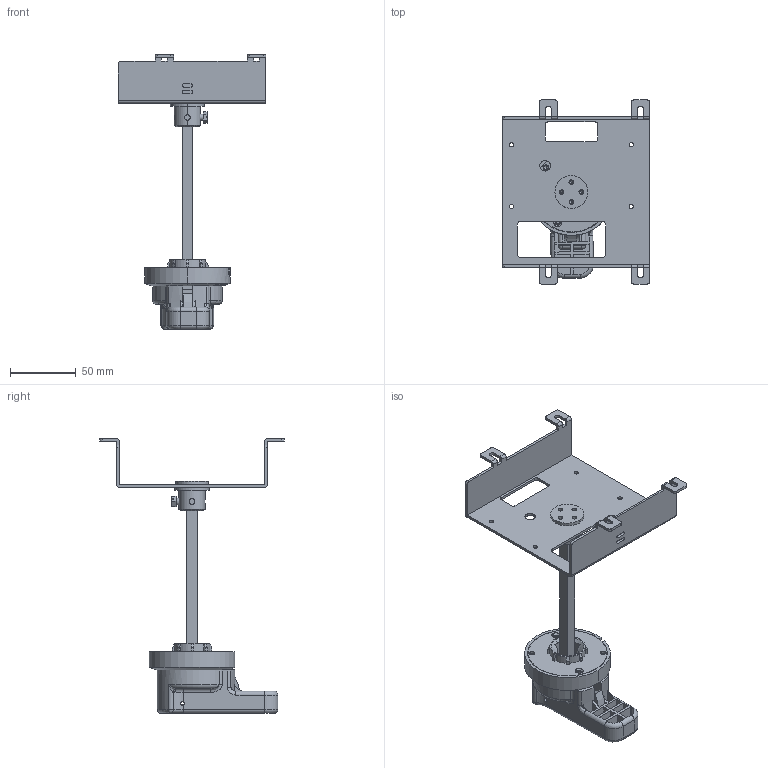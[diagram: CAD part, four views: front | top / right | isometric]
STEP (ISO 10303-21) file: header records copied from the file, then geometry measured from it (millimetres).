
FILE_DESCRIPTION((''),'2;1');
FILE_NAME('ASM0255_ASM','2021-07-09T10:21:17',('zhxmin'),(''),'CREO PARAMETRIC BY PTC INC, 2018020','CREO PARAMETRIC BY PTC INC, 2018020','');
FILE_SCHEMA(('CONFIG_CONTROL_DESIGN','SHAPE_APPEARANCE_LAYERS_GROUPS'));
Length unit declared in the file: metre
Products named in the file (12): PRT0027-351; PRT0027-958; PRT0034; PRT0035; 3WL8_024_950; ____1_1_2_3; 2WF8_253_304_1_2_3; 3WF8_140_304_1_2_3; 3WF5_060_500G_1_2_3; 3WF8_024_309_1_2_3; NM8-250_4P_ASM; ASM0255_ASM
Assembly tree (11 placements, depth 3):
  ASM0255_ASM
    NM8-250_4P_ASM
      PRT0027-351
      PRT0027-958
      PRT0034
      PRT0035
      3WL8_024_950
      ____1_1_2_3
      2WF8_253_304_1_2_3
      3WF8_140_304_1_2_3
      3WF5_060_500G_1_2_3
      3WF8_024_309_1_2_3
Bounding box: 112 x 140 x 208.8 mm (x, y, z)
Volume: 121736 mm3; surface area: 103878.9 mm2
Topology: 10 solids, 10 shells, 1003 faces, 2857 edges, 1884 vertices
Faces by surface type: plane 575, cylinder 284, bspline 67, cone 57, torus 15, sphere 4, extrusion 1
Entity records: 48506 total; most frequent: CARTESIAN_POINT 15475, ORIENTED_EDGE 5682, DIRECTION 4967, EDGE_CURVE 2841, VERTEX_POINT 1884, VECTOR 1683, LINE 1682, AXIS2_PLACEMENT_3D 1642
